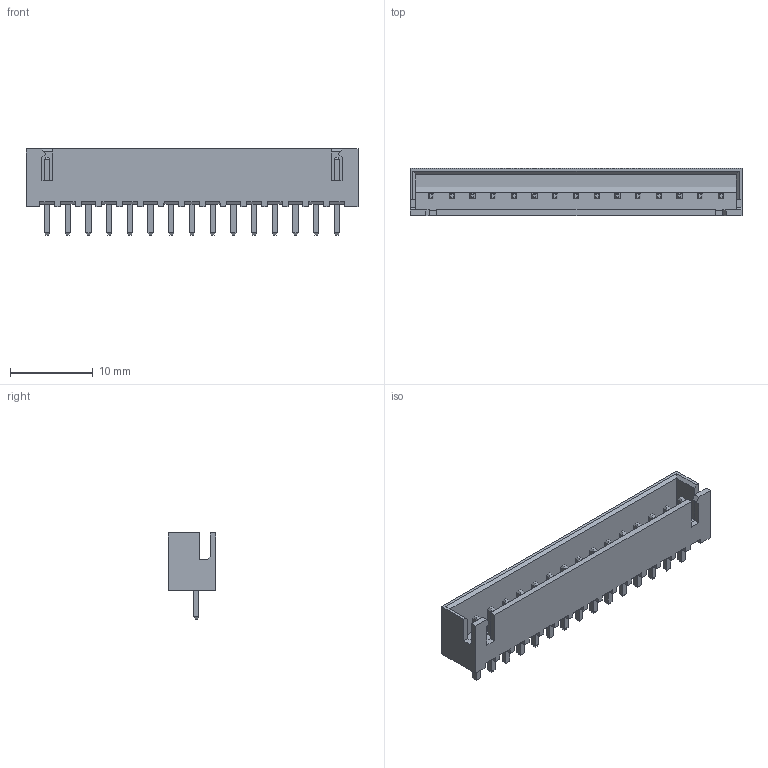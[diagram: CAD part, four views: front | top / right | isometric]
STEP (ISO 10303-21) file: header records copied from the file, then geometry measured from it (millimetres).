
FILE_DESCRIPTION(('STEP AP214'), '1');
FILE_NAME('DS1069', '2019-04-21T13:27:42', ('Nobody'), (''), 'ASCON STEP Converter 1.3', 'ASCON Math Kernel', '');
FILE_SCHEMA(('AUTOMOTIVE_DESIGN { 1 0 10303 214 3 1 1}'));
Length unit declared in the file: millimetre
Assembly tree (16 placements, depth 2):
  (unnamed)
    (unnamed)
    (unnamed)  x15
Bounding box: 40.1 x 5.75 x 10.4 mm (x, y, z)
Volume: 684.6 mm3; surface area: 1954.9 mm2
Topology: 16 solids, 16 shells, 337 faces, 793 edges, 488 vertices
Faces by surface type: plane 337
Entity records: 6105 total; most frequent: CARTESIAN_POINT 823, ORIENTED_EDGE 802, DIRECTION 717, EDGE_CURVE 401, LINE 401, VECTOR 401, VERTEX_POINT 264, AXIS2_PLACEMENT_3D 158
